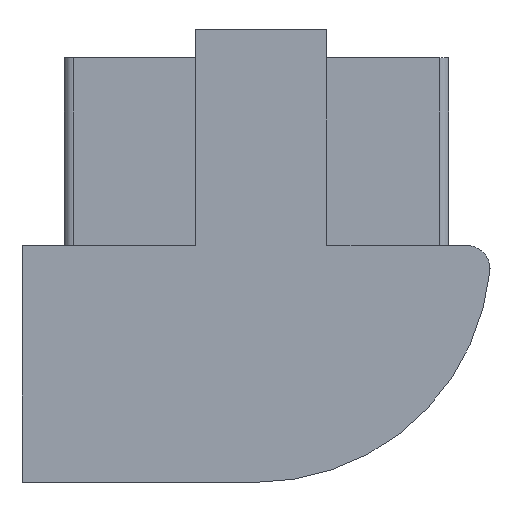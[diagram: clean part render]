
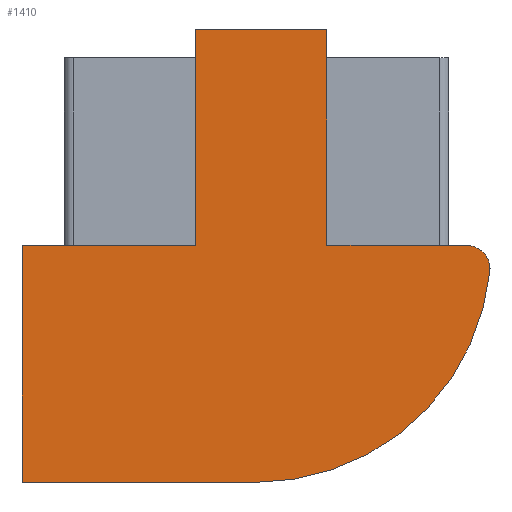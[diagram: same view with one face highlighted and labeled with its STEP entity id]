
A CAD part, left-side view. The second image highlights one B-rep face of the part: STEP entity #1410.
In plain terms, the highlighted planar face has unit normal (-1, 0, 0).
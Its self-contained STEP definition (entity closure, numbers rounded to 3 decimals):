
#18 = CARTESIAN_POINT ( 'NONE',  ( -20., -4.977, -0.5 ) ) ;
#30 = DIRECTION ( 'NONE',  ( -1., 0., 0. ) ) ;
#82 = LINE ( 'NONE', #633, #420 ) ;
#92 = CARTESIAN_POINT ( 'NONE',  ( -20., 1.3, 4.6 ) ) ;
#93 = CARTESIAN_POINT ( 'NONE',  ( -20., 5., -5.05 ) ) ;
#158 = CARTESIAN_POINT ( 'NONE',  ( -20., -1.5, 0. ) ) ;
#185 = CARTESIAN_POINT ( 'NONE',  ( -20., -5., 0. ) ) ;
#188 = AXIS2_PLACEMENT_3D ( 'NONE', #1405, #665, #1521 ) ;
#214 = VERTEX_POINT ( 'NONE', #1399 ) ;
#221 = AXIS2_PLACEMENT_3D ( 'NONE', #321, #1281, #480 ) ;
#225 = AXIS2_PLACEMENT_3D ( 'NONE', #934, #30, #1048 ) ;
#241 = VERTEX_POINT ( 'NONE', #1287 ) ;
#248 = ORIENTED_EDGE ( 'NONE', *, *, #473, .F. ) ;
#290 = EDGE_LOOP ( 'NONE', ( #1030, #1086, #1406, #331, #248, #802, #824, #1069, #962, #1146 ) ) ;
#291 = CARTESIAN_POINT ( 'NONE',  ( -20., 0., -5.05 ) ) ;
#306 = CARTESIAN_POINT ( 'NONE',  ( -20., -4.975, -0.55 ) ) ;
#312 = DIRECTION ( 'NONE',  ( 1., 0., 0. ) ) ;
#319 = CARTESIAN_POINT ( 'NONE',  ( -20., 5., 0. ) ) ;
#321 = CARTESIAN_POINT ( 'NONE',  ( -20., -4.477, -0.5 ) ) ;
#330 = CARTESIAN_POINT ( 'NONE',  ( -20., -5., 0. ) ) ;
#331 = ORIENTED_EDGE ( 'NONE', *, *, #469, .T. ) ;
#350 = VERTEX_POINT ( 'NONE', #306 ) ;
#408 = EDGE_CURVE ( 'NONE', #606, #555, #1188, .T. ) ;
#420 = VECTOR ( 'NONE', #779, 1000. ) ;
#429 = DIRECTION ( 'NONE',  ( 0., 1., 0. ) ) ;
#452 = VECTOR ( 'NONE', #1132, 1000. ) ;
#458 = EDGE_CURVE ( 'NONE', #858, #350, #1495, .T. ) ;
#466 = EDGE_CURVE ( 'NONE', #896, #809, #477, .T. ) ;
#469 = EDGE_CURVE ( 'NONE', #809, #1225, #930, .T. ) ;
#473 = EDGE_CURVE ( 'NONE', #214, #1225, #82, .T. ) ;
#477 = CIRCLE ( 'NONE', #221, 0.5 ) ;
#480 = DIRECTION ( 'NONE',  ( 0., 0., -1. ) ) ;
#482 = EDGE_CURVE ( 'NONE', #715, #214, #1452, .T. ) ;
#484 = PLANE ( 'NONE',  #1221 ) ;
#487 = EDGE_CURVE ( 'NONE', #715, #241, #830, .T. ) ;
#498 = EDGE_CURVE ( 'NONE', #241, #555, #1687, .T. ) ;
#500 = EDGE_CURVE ( 'NONE', #606, #858, #1092, .T. ) ;
#555 = VERTEX_POINT ( 'NONE', #319 ) ;
#558 = EDGE_CURVE ( 'NONE', #350, #896, #1534, .T. ) ;
#606 = VERTEX_POINT ( 'NONE', #93 ) ;
#633 = CARTESIAN_POINT ( 'NONE',  ( -20., -1.5, 4.6 ) ) ;
#665 = DIRECTION ( 'NONE',  ( -1., 0., 0. ) ) ;
#715 = VERTEX_POINT ( 'NONE', #92 ) ;
#727 = VECTOR ( 'NONE', #429, 1000. ) ;
#771 = CARTESIAN_POINT ( 'NONE',  ( -20., 1.3, 4.6 ) ) ;
#779 = DIRECTION ( 'NONE',  ( 0., 0., -1. ) ) ;
#783 = VECTOR ( 'NONE', #1054, 1000. ) ;
#802 = ORIENTED_EDGE ( 'NONE', *, *, #482, .F. ) ;
#809 = VERTEX_POINT ( 'NONE', #1006 ) ;
#824 = ORIENTED_EDGE ( 'NONE', *, *, #487, .T. ) ;
#830 = LINE ( 'NONE', #771, #783 ) ;
#858 = VERTEX_POINT ( 'NONE', #291 ) ;
#896 = VERTEX_POINT ( 'NONE', #18 ) ;
#930 = LINE ( 'NONE', #185, #1166 ) ;
#934 = CARTESIAN_POINT ( 'NONE',  ( -20., 0., -0.05 ) ) ;
#962 = ORIENTED_EDGE ( 'NONE', *, *, #408, .F. ) ;
#1006 = CARTESIAN_POINT ( 'NONE',  ( -20., -4.477, 0. ) ) ;
#1021 = CARTESIAN_POINT ( 'NONE',  ( -20., 5., -2. ) ) ;
#1030 = ORIENTED_EDGE ( 'NONE', *, *, #458, .T. ) ;
#1036 = CARTESIAN_POINT ( 'NONE',  ( -20., 0.9, 4.6 ) ) ;
#1048 = DIRECTION ( 'NONE',  ( 0., 0., -1. ) ) ;
#1054 = DIRECTION ( 'NONE',  ( 0., 0., -1. ) ) ;
#1069 = ORIENTED_EDGE ( 'NONE', *, *, #498, .T. ) ;
#1073 = FACE_OUTER_BOUND ( 'NONE', #290, .T. ) ;
#1086 = ORIENTED_EDGE ( 'NONE', *, *, #558, .T. ) ;
#1092 = LINE ( 'NONE', #1460, #1672 ) ;
#1132 = DIRECTION ( 'NONE',  ( 0., 0., 1. ) ) ;
#1146 = ORIENTED_EDGE ( 'NONE', *, *, #500, .T. ) ;
#1162 = DIRECTION ( 'NONE',  ( 0., 1., 0. ) ) ;
#1166 = VECTOR ( 'NONE', #1162, 1000. ) ;
#1168 = CARTESIAN_POINT ( 'NONE',  ( -20., -5., -2. ) ) ;
#1188 = LINE ( 'NONE', #1021, #452 ) ;
#1221 = AXIS2_PLACEMENT_3D ( 'NONE', #1168, #312, #1379 ) ;
#1225 = VERTEX_POINT ( 'NONE', #158 ) ;
#1281 = DIRECTION ( 'NONE',  ( -1., 0., 0. ) ) ;
#1287 = CARTESIAN_POINT ( 'NONE',  ( -20., 1.3, 0. ) ) ;
#1379 = DIRECTION ( 'NONE',  ( 0., 0., -1. ) ) ;
#1399 = CARTESIAN_POINT ( 'NONE',  ( -20., -1.5, 4.6 ) ) ;
#1405 = CARTESIAN_POINT ( 'NONE',  ( -20., -4.477, -0.5 ) ) ;
#1406 = ORIENTED_EDGE ( 'NONE', *, *, #466, .T. ) ;
#1410 = ADVANCED_FACE ( 'NONE', ( #1073 ), #484, .F. ) ;
#1421 = VECTOR ( 'NONE', #1617, 1000. ) ;
#1452 = LINE ( 'NONE', #1036, #1421 ) ;
#1460 = CARTESIAN_POINT ( 'NONE',  ( -20., 7.476, -5.05 ) ) ;
#1495 = CIRCLE ( 'NONE', #225, 5. ) ;
#1521 = DIRECTION ( 'NONE',  ( 0., 0., -1. ) ) ;
#1534 = CIRCLE ( 'NONE', #188, 0.5 ) ;
#1578 = DIRECTION ( 'NONE',  ( 0., -1., 0. ) ) ;
#1617 = DIRECTION ( 'NONE',  ( 0., -1., 0. ) ) ;
#1672 = VECTOR ( 'NONE', #1578, 1000. ) ;
#1687 = LINE ( 'NONE', #330, #727 ) ;
